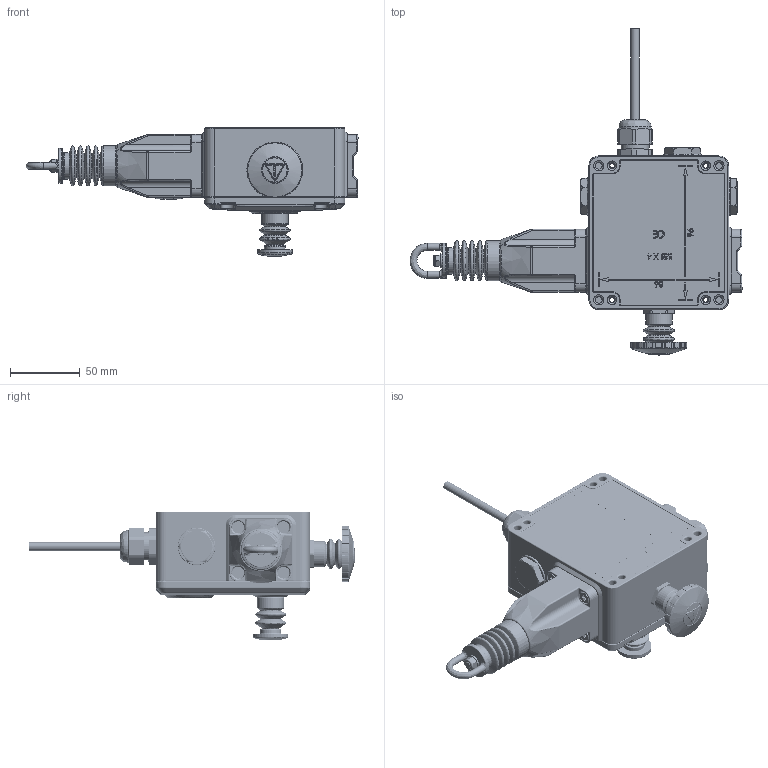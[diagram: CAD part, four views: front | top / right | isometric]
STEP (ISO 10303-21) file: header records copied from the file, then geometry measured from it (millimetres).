
FILE_DESCRIPTION (( 'STEP AP214' ), '1' );
FILE_NAME ('GLHR-EX-141022.STEP', '2021-06-09T14:42:09', ( '' ), ( '' ), 'SwSTEP 2.0', 'SolidWorks 2021', '' );
FILE_SCHEMA (( 'AUTOMOTIVE_DESIGN' ));
Length unit declared in the file: inch
Products named in the file (1): GLHR-EX-141022
Bounding box: 237.59 x 233.5 x 92.3 mm (x, y, z)
Volume: 296791.7 mm3; surface area: 180322.1 mm2
Topology: 27 solids, 27 shells, 3202 faces, 7849 edges, 4800 vertices
Faces by surface type: cylinder 1029, plane 979, bspline 818, torus 200, cone 159, sphere 17
Full cylindrical faces by diameter (mm): 2.1 x2, 2.4 x2, 3 x3, 3.3 x4, 3.4 x1, 3.5 x5, 3.9 x1, 4 x9, 4.4 x8, 4.8 x4, 5 x25, 5.2 x1, 5.3 x9, 5.4 x4, 5.8 x6, 6 x8, 6.6 x1, 7 x3, 7.1 x1, 7.15 x1, 8 x1, 8.5 x5, 8.95 x1, 9 x9, 9.4 x1, 9.5 x8, 9.8 x2, 10 x4, 11.8 x3, 12 x5
Entity records: 154437 total; most frequent: CARTESIAN_POINT 88542, ORIENTED_EDGE 14130, DIRECTION 11756, EDGE_CURVE 7065, VERTEX_POINT 4572, AXIS2_PLACEMENT_3D 4376, EDGE_LOOP 3943, FACE_OUTER_BOUND 3560
